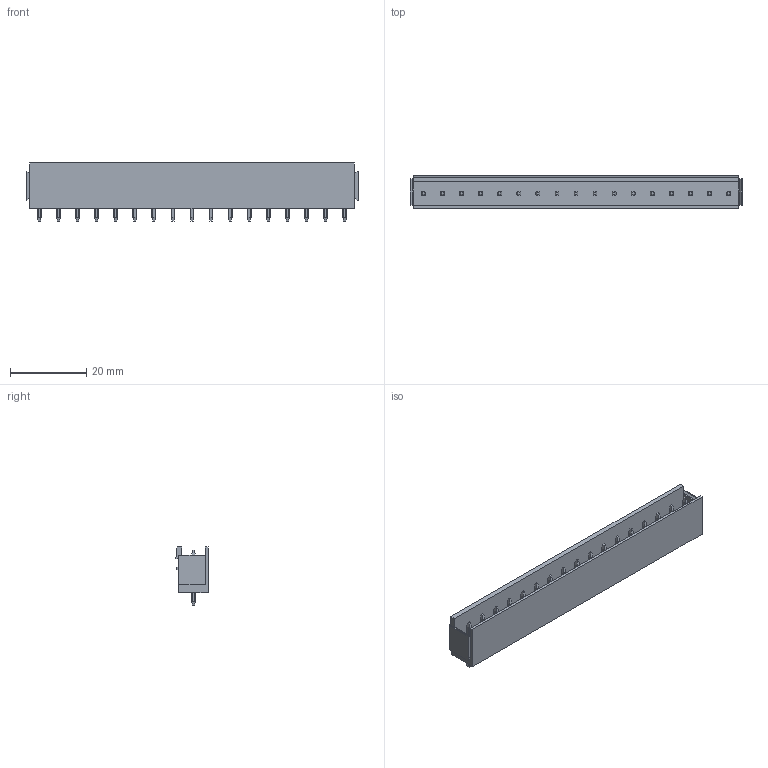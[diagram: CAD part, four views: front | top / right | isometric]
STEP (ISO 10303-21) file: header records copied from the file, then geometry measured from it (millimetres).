
FILE_DESCRIPTION(('CATIA V5 STEP Exchange','CAx-IF Rec.Pracs.--- Model Styling and Organization---1.2---2011-12-15'),'2;1');
FILE_NAME ('D1452974_0_1581930000_1581930000.stp','2018-10-12T04:44:19+00:00',('none'),('Weidmueller'),'CATIA Version 5-6 Release 2014','CATIA V5 STEP AP214','none');
FILE_SCHEMA(('AUTOMOTIVE_DESIGN { 1 0 10303 214 1 1 1 1 }'));
Length unit declared in the file: millimetre
Products named in the file (1): 1581930000
Bounding box: 87 x 8.43 x 15.2 mm (x, y, z)
Volume: 3843.3 mm3; surface area: 6350.4 mm2
Topology: 18 solids, 18 shells, 489 faces, 1347 edges, 894 vertices
Faces by surface type: plane 351, cylinder 138
Entity records: 14570 total; most frequent: CARTESIAN_POINT 3540, ORIENTED_EDGE 2694, DIRECTION 1563, EDGE_CURVE 1347, VECTOR 931, LINE 931, VERTEX_POINT 894, EDGE_LOOP 523
